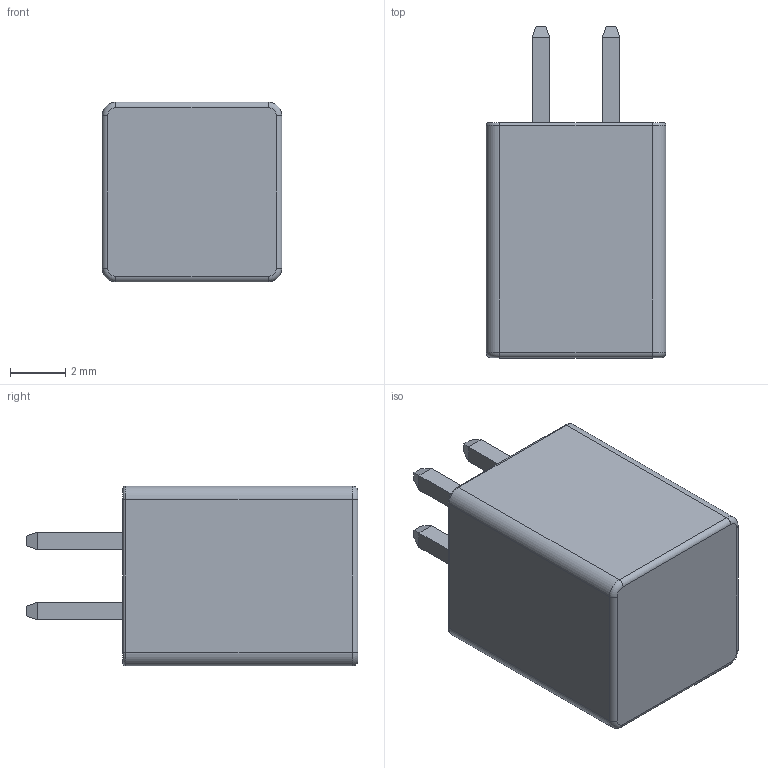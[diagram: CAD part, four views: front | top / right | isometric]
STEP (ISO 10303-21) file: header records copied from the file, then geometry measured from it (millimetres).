
FILE_DESCRIPTION (( 'STEP AP214' ), '1' );
FILE_NAME ('RBS070310.STEP', '2024-09-02T06:49:53', ( '' ), ( '' ), 'SwSTEP 2.0', 'SolidWorks 2023', '' );
FILE_SCHEMA (( 'AUTOMOTIVE_DESIGN' ));
Length unit declared in the file: millimetre
Products named in the file (1): RBS070310
Bounding box: 6.5 x 12 x 6.5 mm (x, y, z)
Volume: 362.5 mm3; surface area: 331.8 mm2
Topology: 5 solids, 5 shells, 66 faces, 136 edges, 80 vertices
Faces by surface type: plane 46, cylinder 12, torus 8
Entity records: 2481 total; most frequent: DIRECTION 302, CARTESIAN_POINT 283, ORIENTED_EDGE 272, EDGE_CURVE 136, LINE 104, VECTOR 104, AXIS2_PLACEMENT_3D 99, VERTEX_POINT 80
